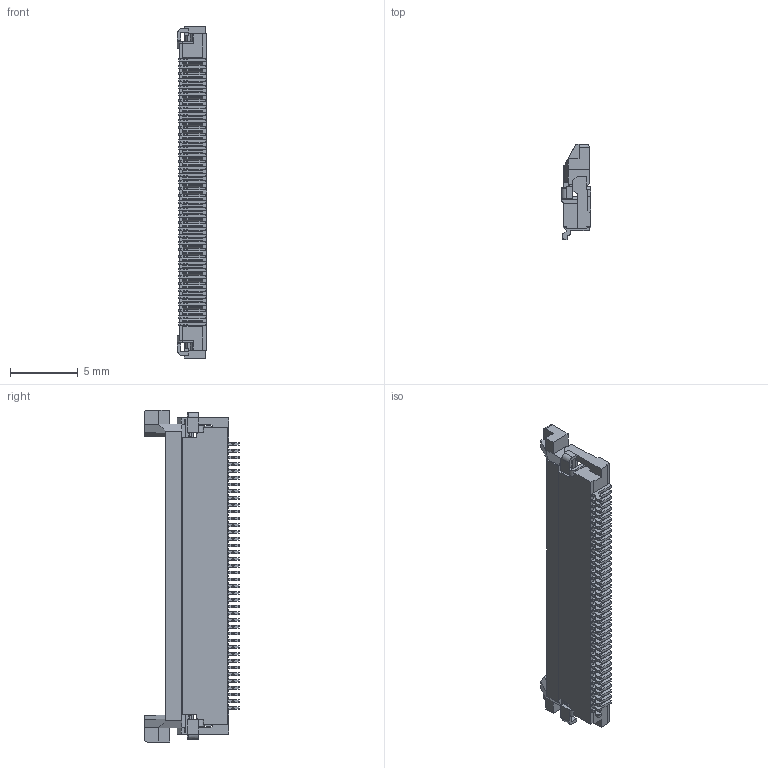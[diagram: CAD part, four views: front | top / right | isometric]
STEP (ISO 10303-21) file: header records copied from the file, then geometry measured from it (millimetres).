
FILE_DESCRIPTION (( 'STEP AP203' ), '1' );
FILE_NAME ('FH12A-40S-0.5SH(55).STEP', '2024-06-17T15:00:24', ( '' ), ( '' ), 'SwSTEP 2.0', 'SolidWorks 2023', '' );
FILE_SCHEMA (( 'CONFIG_CONTROL_DESIGN' ));
Length unit declared in the file: inch
Products named in the file (2): FH12A-40S-0.5SH__X_8A_S_H_X_97_S__; FH12A-40S-0.5SH(55)
Assembly tree (1 placements, depth 2):
  FH12A-40S-0.5SH(55)
    FH12A-40S-0.5SH__X_8A_S_H_X_97_S__
Bounding box: 2.15 x 7 x 24.5 mm (x, y, z)
Volume: 152.5 mm3; surface area: 555 mm2
Topology: 1 solids, 1 shells, 1325 faces, 3696 edges, 2448 vertices
Faces by surface type: plane 1053, cylinder 272
Entity records: 42430 total; most frequent: CARTESIAN_POINT 7683, ORIENTED_EDGE 7392, DIRECTION 6864, EDGE_CURVE 3696, VECTOR 3150, LINE 3150, VERTEX_POINT 2448, AXIS2_PLACEMENT_3D 1857
